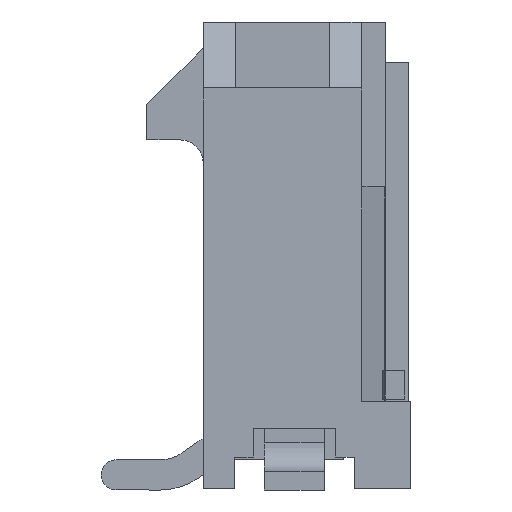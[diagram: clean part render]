
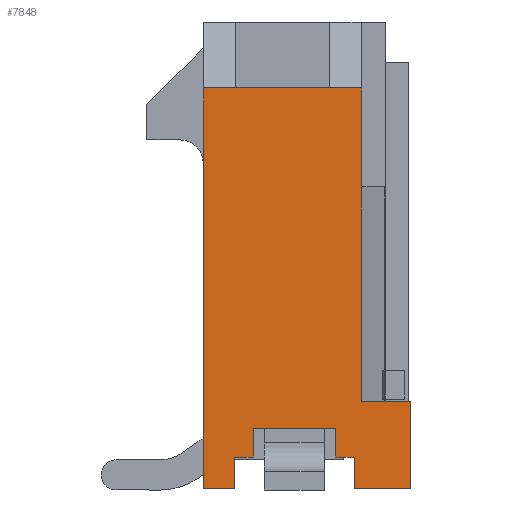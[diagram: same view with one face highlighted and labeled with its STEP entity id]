
A CAD part, left-side view. The second image highlights one B-rep face of the part: STEP entity #7848.
In plain terms, the highlighted planar face has unit normal (-1, 0, 0).
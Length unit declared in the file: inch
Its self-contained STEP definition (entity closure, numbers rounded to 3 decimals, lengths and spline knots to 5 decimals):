
#129 = ORIENTED_EDGE ( 'NONE', *, *, #6102, .F. ) ;
#137 = VECTOR ( 'NONE', #3649, 39.37008 ) ;
#194 = EDGE_CURVE ( 'NONE', #3955, #6970, #7895, .T. ) ;
#339 = ORIENTED_EDGE ( 'NONE', *, *, #5442, .F. ) ;
#418 = ORIENTED_EDGE ( 'NONE', *, *, #5790, .F. ) ;
#444 = ORIENTED_EDGE ( 'NONE', *, *, #2579, .F. ) ;
#470 = ORIENTED_EDGE ( 'NONE', *, *, #4740, .F. ) ;
#471 = LINE ( 'NONE', #3892, #5689 ) ;
#535 = LINE ( 'NONE', #7904, #912 ) ;
#548 = VECTOR ( 'NONE', #3016, 39.37008 ) ;
#571 = CARTESIAN_POINT ( 'NONE',  ( -0.18996, 0.05, 0. ) ) ;
#626 = AXIS2_PLACEMENT_3D ( 'NONE', #4408, #684, #4970 ) ;
#678 = EDGE_CURVE ( 'NONE', #3944, #3955, #7511, .T. ) ;
#684 = DIRECTION ( 'NONE',  ( 1., 0., 0. ) ) ;
#776 = CARTESIAN_POINT ( 'NONE',  ( -0.18996, -0.02953, 0.13976 ) ) ;
#838 = VECTOR ( 'NONE', #3784, 39.37008 ) ;
#842 = VECTOR ( 'NONE', #3794, 39.37008 ) ;
#912 = VECTOR ( 'NONE', #5993, 39.37008 ) ;
#1037 = VERTEX_POINT ( 'NONE', #3493 ) ;
#1050 = LINE ( 'NONE', #6204, #842 ) ;
#1059 = VECTOR ( 'NONE', #4174, 39.37008 ) ;
#1178 = VERTEX_POINT ( 'NONE', #6145 ) ;
#1232 = EDGE_CURVE ( 'NONE', #6056, #1037, #1878, .T. ) ;
#1300 = VECTOR ( 'NONE', #2586, 39.37008 ) ;
#1327 = DIRECTION ( 'NONE',  ( 0., 0., -1. ) ) ;
#1333 = EDGE_CURVE ( 'NONE', #6970, #1593, #2339, .T. ) ;
#1334 = DIRECTION ( 'NONE',  ( 0., 1., 0. ) ) ;
#1355 = CARTESIAN_POINT ( 'NONE',  ( -0.18996, 0.07598, -0.19488 ) ) ;
#1555 = VERTEX_POINT ( 'NONE', #1831 ) ;
#1593 = VERTEX_POINT ( 'NONE', #6123 ) ;
#1648 = ORIENTED_EDGE ( 'NONE', *, *, #6004, .F. ) ;
#1706 = VERTEX_POINT ( 'NONE', #3233 ) ;
#1710 = CARTESIAN_POINT ( 'NONE',  ( -0.18996, 0., 0.13976 ) ) ;
#1711 = EDGE_CURVE ( 'NONE', #1706, #6056, #4742, .T. ) ;
#1814 = CARTESIAN_POINT ( 'NONE',  ( -0.18996, 0., -0.1685 ) ) ;
#1825 = ORIENTED_EDGE ( 'NONE', *, *, #7943, .F. ) ;
#1831 = CARTESIAN_POINT ( 'NONE',  ( -0.18996, 0.03445, -0.1685 ) ) ;
#1863 = CARTESIAN_POINT ( 'NONE',  ( -0.18996, 0.07598, -0.19488 ) ) ;
#1878 = LINE ( 'NONE', #1863, #548 ) ;
#2089 = CARTESIAN_POINT ( 'NONE',  ( -0.18996, -0.03445, -0.14488 ) ) ;
#2220 = EDGE_CURVE ( 'NONE', #1555, #6640, #4543, .T. ) ;
#2301 = DIRECTION ( 'NONE',  ( 0., -1., 0. ) ) ;
#2339 = LINE ( 'NONE', #2618, #2705 ) ;
#2366 = VERTEX_POINT ( 'NONE', #4263 ) ;
#2383 = VECTOR ( 'NONE', #7414, 39.37008 ) ;
#2452 = VERTEX_POINT ( 'NONE', #776 ) ;
#2579 = EDGE_CURVE ( 'NONE', #5575, #3845, #1050, .T. ) ;
#2586 = DIRECTION ( 'NONE',  ( 0., 0., -1. ) ) ;
#2618 = CARTESIAN_POINT ( 'NONE',  ( -0.18996, 0., -0.19488 ) ) ;
#2653 = VECTOR ( 'NONE', #5954, 39.37008 ) ;
#2655 = CARTESIAN_POINT ( 'NONE',  ( -0.18996, 0., -0.19488 ) ) ;
#2701 = LINE ( 'NONE', #6163, #6032 ) ;
#2705 = VECTOR ( 'NONE', #1334, 39.37008 ) ;
#2765 = DIRECTION ( 'NONE',  ( 0., -1., 0. ) ) ;
#3016 = DIRECTION ( 'NONE',  ( 0., 0., 1. ) ) ;
#3108 = CARTESIAN_POINT ( 'NONE',  ( -0.18996, -0.0563, -0.12205 ) ) ;
#3125 = LINE ( 'NONE', #7765, #1059 ) ;
#3135 = VECTOR ( 'NONE', #5726, 39.37008 ) ;
#3172 = PLANE ( 'NONE',  #626 ) ;
#3233 = CARTESIAN_POINT ( 'NONE',  ( -0.18996, 0.05, -0.19488 ) ) ;
#3441 = CARTESIAN_POINT ( 'NONE',  ( -0.18996, -0.05, -0.1685 ) ) ;
#3473 = VECTOR ( 'NONE', #2765, 39.37008 ) ;
#3493 = CARTESIAN_POINT ( 'NONE',  ( -0.18996, 0.07598, 0.13976 ) ) ;
#3550 = CARTESIAN_POINT ( 'NONE',  ( -0.18996, 0.05, -0.1685 ) ) ;
#3637 = EDGE_CURVE ( 'NONE', #6147, #3944, #2701, .T. ) ;
#3649 = DIRECTION ( 'NONE',  ( 0., 0., 1. ) ) ;
#3784 = DIRECTION ( 'NONE',  ( 0., 0., -1. ) ) ;
#3794 = DIRECTION ( 'NONE',  ( 0., 1., 0. ) ) ;
#3845 = VERTEX_POINT ( 'NONE', #6852 ) ;
#3851 = VECTOR ( 'NONE', #7400, 39.37008 ) ;
#3892 = CARTESIAN_POINT ( 'NONE',  ( -0.18996, 0., 0.13976 ) ) ;
#3928 = FACE_OUTER_BOUND ( 'NONE', #6161, .T. ) ;
#3944 = VERTEX_POINT ( 'NONE', #3108 ) ;
#3955 = VERTEX_POINT ( 'NONE', #7361 ) ;
#3972 = ORIENTED_EDGE ( 'NONE', *, *, #7178, .F. ) ;
#4174 = DIRECTION ( 'NONE',  ( 0., 1., 0. ) ) ;
#4186 = ORIENTED_EDGE ( 'NONE', *, *, #1232, .F. ) ;
#4263 = CARTESIAN_POINT ( 'NONE',  ( -0.18996, 0.04921, 0.13976 ) ) ;
#4306 = VECTOR ( 'NONE', #6941, 39.37008 ) ;
#4408 = CARTESIAN_POINT ( 'NONE',  ( -0.18996, 0., 0. ) ) ;
#4430 = CARTESIAN_POINT ( 'NONE',  ( -0.18996, -0.09724, 0. ) ) ;
#4543 = LINE ( 'NONE', #1814, #2653 ) ;
#4639 = LINE ( 'NONE', #6193, #2383 ) ;
#4740 = EDGE_CURVE ( 'NONE', #1593, #7115, #7012, .T. ) ;
#4742 = LINE ( 'NONE', #2655, #3135 ) ;
#4807 = ORIENTED_EDGE ( 'NONE', *, *, #2220, .F. ) ;
#4970 = DIRECTION ( 'NONE',  ( 0., 0., -1. ) ) ;
#4980 = LINE ( 'NONE', #7852, #137 ) ;
#5052 = CARTESIAN_POINT ( 'NONE',  ( -0.18996, -0.0563, 0.05709 ) ) ;
#5329 = EDGE_CURVE ( 'NONE', #2452, #1178, #5594, .T. ) ;
#5414 = ORIENTED_EDGE ( 'NONE', *, *, #7728, .F. ) ;
#5442 = EDGE_CURVE ( 'NONE', #7115, #6470, #3125, .T. ) ;
#5467 = LINE ( 'NONE', #5640, #4306 ) ;
#5575 = VERTEX_POINT ( 'NONE', #2089 ) ;
#5594 = LINE ( 'NONE', #1710, #6352 ) ;
#5640 = CARTESIAN_POINT ( 'NONE',  ( -0.18996, 0., 0.13976 ) ) ;
#5689 = VECTOR ( 'NONE', #5731, 39.37008 ) ;
#5726 = DIRECTION ( 'NONE',  ( 0., 1., 0. ) ) ;
#5731 = DIRECTION ( 'NONE',  ( 0., -1., 0. ) ) ;
#5790 = EDGE_CURVE ( 'NONE', #2366, #2452, #471, .T. ) ;
#5954 = DIRECTION ( 'NONE',  ( 0., 1., 0. ) ) ;
#5993 = DIRECTION ( 'NONE',  ( 0., 0., -1. ) ) ;
#6004 = EDGE_CURVE ( 'NONE', #6640, #1706, #6057, .T. ) ;
#6032 = VECTOR ( 'NONE', #1327, 39.37008 ) ;
#6056 = VERTEX_POINT ( 'NONE', #1355 ) ;
#6057 = LINE ( 'NONE', #571, #838 ) ;
#6102 = EDGE_CURVE ( 'NONE', #1178, #6147, #4639, .T. ) ;
#6123 = CARTESIAN_POINT ( 'NONE',  ( -0.18996, -0.05, -0.19488 ) ) ;
#6145 = CARTESIAN_POINT ( 'NONE',  ( -0.18996, -0.0563, 0.13976 ) ) ;
#6147 = VERTEX_POINT ( 'NONE', #5052 ) ;
#6161 = EDGE_LOOP ( 'NONE', ( #418, #1825, #4186, #7374, #1648, #4807, #5414, #444, #3972, #339, #470, #6792, #6778, #6276, #7449, #129, #7480 ) ) ;
#6163 = CARTESIAN_POINT ( 'NONE',  ( -0.18996, -0.0563, 0. ) ) ;
#6193 = CARTESIAN_POINT ( 'NONE',  ( -0.18996, -0.0563, 0. ) ) ;
#6204 = CARTESIAN_POINT ( 'NONE',  ( -0.18996, 0., -0.14488 ) ) ;
#6276 = ORIENTED_EDGE ( 'NONE', *, *, #678, .F. ) ;
#6350 = CARTESIAN_POINT ( 'NONE',  ( -0.18996, -0.09724, -0.19488 ) ) ;
#6352 = VECTOR ( 'NONE', #2301, 39.37008 ) ;
#6375 = CARTESIAN_POINT ( 'NONE',  ( -0.18996, 0., -0.12205 ) ) ;
#6470 = VERTEX_POINT ( 'NONE', #7587 ) ;
#6640 = VERTEX_POINT ( 'NONE', #3550 ) ;
#6778 = ORIENTED_EDGE ( 'NONE', *, *, #194, .F. ) ;
#6792 = ORIENTED_EDGE ( 'NONE', *, *, #1333, .F. ) ;
#6852 = CARTESIAN_POINT ( 'NONE',  ( -0.18996, 0.03445, -0.14488 ) ) ;
#6941 = DIRECTION ( 'NONE',  ( 0., -1., 0. ) ) ;
#6970 = VERTEX_POINT ( 'NONE', #6350 ) ;
#7012 = LINE ( 'NONE', #7319, #3851 ) ;
#7115 = VERTEX_POINT ( 'NONE', #3441 ) ;
#7178 = EDGE_CURVE ( 'NONE', #6470, #5575, #4980, .T. ) ;
#7319 = CARTESIAN_POINT ( 'NONE',  ( -0.18996, -0.05, 0. ) ) ;
#7361 = CARTESIAN_POINT ( 'NONE',  ( -0.18996, -0.09724, -0.12205 ) ) ;
#7374 = ORIENTED_EDGE ( 'NONE', *, *, #1711, .F. ) ;
#7400 = DIRECTION ( 'NONE',  ( 0., 0., 1. ) ) ;
#7414 = DIRECTION ( 'NONE',  ( 0., 0., -1. ) ) ;
#7449 = ORIENTED_EDGE ( 'NONE', *, *, #3637, .F. ) ;
#7480 = ORIENTED_EDGE ( 'NONE', *, *, #5329, .F. ) ;
#7511 = LINE ( 'NONE', #6375, #3473 ) ;
#7587 = CARTESIAN_POINT ( 'NONE',  ( -0.18996, -0.03445, -0.1685 ) ) ;
#7728 = EDGE_CURVE ( 'NONE', #3845, #1555, #535, .T. ) ;
#7765 = CARTESIAN_POINT ( 'NONE',  ( -0.18996, 0., -0.1685 ) ) ;
#7848 = ADVANCED_FACE ( 'NONE', ( #3928 ), #3172, .F. ) ;
#7852 = CARTESIAN_POINT ( 'NONE',  ( -0.18996, -0.03445, 0. ) ) ;
#7895 = LINE ( 'NONE', #4430, #1300 ) ;
#7904 = CARTESIAN_POINT ( 'NONE',  ( -0.18996, 0.03445, 0. ) ) ;
#7943 = EDGE_CURVE ( 'NONE', #1037, #2366, #5467, .T. ) ;
